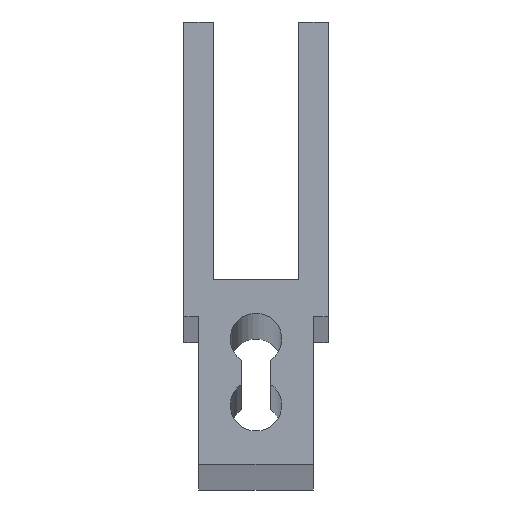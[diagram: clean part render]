
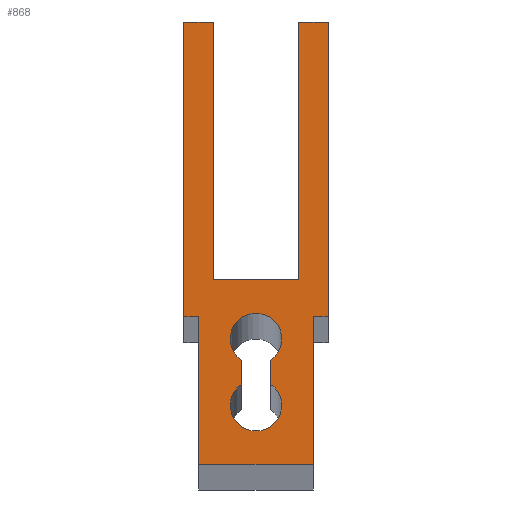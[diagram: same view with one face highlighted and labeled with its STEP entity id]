
A CAD part, top view. The second image highlights one B-rep face of the part: STEP entity #868.
In plain terms, the highlighted planar face has unit normal (0, 0, 1).
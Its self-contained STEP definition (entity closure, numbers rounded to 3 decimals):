
#442=CARTESIAN_POINT('',(0.,-8.5,1000.));
#443=DIRECTION('',(0.,0.,-1.));
#444=DIRECTION('',(0.571,0.821,0.));
#445=AXIS2_PLACEMENT_3D('',#442,#443,#444);
#457=CARTESIAN_POINT('',(0.,-4.,1000.));
#458=DIRECTION('',(0.,0.,-1.));
#459=DIRECTION('',(-0.571,-0.821,0.));
#460=AXIS2_PLACEMENT_3D('',#457,#458,#459);
#487=DIRECTION('',(0.,-1.,0.));
#488=VECTOR('',#487,1.628);
#489=CARTESIAN_POINT('',(-1.,-5.436,1000.));
#490=LINE('',#489,#488);
#494=DIRECTION('',(0.,1.,0.));
#495=VECTOR('',#494,1.628);
#496=CARTESIAN_POINT('',(1.,-7.064,1000.));
#497=LINE('',#496,#495);
#501=DIRECTION('',(0.,-1.,0.));
#502=VECTOR('',#501,20.);
#503=CARTESIAN_POINT('',(-4.9,17.5,1000.));
#504=LINE('',#503,#502);
#508=DIRECTION('',(-1.,0.,0.));
#509=VECTOR('',#508,2.);
#510=CARTESIAN_POINT('',(-2.9,17.5,1000.));
#511=LINE('',#510,#509);
#515=DIRECTION('',(0.,-1.,0.));
#516=VECTOR('',#515,17.5);
#517=CARTESIAN_POINT('',(-2.9,17.5,1000.));
#518=LINE('',#517,#516);
#522=DIRECTION('',(1.,0.,0.));
#523=VECTOR('',#522,5.8);
#524=CARTESIAN_POINT('',(-2.9,0.,1000.));
#525=LINE('',#524,#523);
#529=DIRECTION('',(0.,-1.,0.));
#530=VECTOR('',#529,17.5);
#531=CARTESIAN_POINT('',(2.9,17.5,1000.));
#532=LINE('',#531,#530);
#536=DIRECTION('',(-1.,0.,0.));
#537=VECTOR('',#536,2.);
#538=CARTESIAN_POINT('',(4.9,17.5,1000.));
#539=LINE('',#538,#537);
#543=DIRECTION('',(0.,1.,0.));
#544=VECTOR('',#543,20.);
#545=CARTESIAN_POINT('',(4.9,-2.5,1000.));
#546=LINE('',#545,#544);
#550=DIRECTION('',(-1.,0.,0.));
#551=VECTOR('',#550,1.);
#552=CARTESIAN_POINT('',(4.9,-2.5,1000.));
#553=LINE('',#552,#551);
#557=DIRECTION('',(0.,1.,0.));
#558=VECTOR('',#557,10.);
#559=CARTESIAN_POINT('',(3.9,-12.5,1000.));
#560=LINE('',#559,#558);
#564=DIRECTION('',(1.,0.,0.));
#565=VECTOR('',#564,7.8);
#566=CARTESIAN_POINT('',(-3.9,-12.5,1000.));
#567=LINE('',#566,#565);
#571=DIRECTION('',(0.,1.,0.));
#572=VECTOR('',#571,10.);
#573=CARTESIAN_POINT('',(-3.9,-12.5,1000.));
#574=LINE('',#573,#572);
#578=DIRECTION('',(1.,0.,0.));
#579=VECTOR('',#578,1.);
#580=CARTESIAN_POINT('',(-4.9,-2.5,1000.));
#581=LINE('',#580,#579);
#670=CARTESIAN_POINT('',(-4.9,17.5,1000.));
#672=VERTEX_POINT('',#670);
#674=CARTESIAN_POINT('',(4.9,17.5,1000.));
#676=VERTEX_POINT('',#674);
#681=CARTESIAN_POINT('',(2.9,17.5,1000.));
#682=VERTEX_POINT('',#681);
#683=CARTESIAN_POINT('',(-2.9,17.5,1000.));
#684=VERTEX_POINT('',#683);
#693=CARTESIAN_POINT('',(-1.,-5.436,1000.));
#694=CARTESIAN_POINT('',(-1.,-7.064,1000.));
#695=VERTEX_POINT('',#693);
#696=VERTEX_POINT('',#694);
#697=CARTESIAN_POINT('',(1.,-7.064,1000.));
#698=CARTESIAN_POINT('',(1.,-5.436,1000.));
#699=VERTEX_POINT('',#697);
#700=VERTEX_POINT('',#698);
#705=CARTESIAN_POINT('',(-2.9,0.,1000.));
#706=VERTEX_POINT('',#705);
#707=CARTESIAN_POINT('',(2.9,0.,1000.));
#708=VERTEX_POINT('',#707);
#717=CARTESIAN_POINT('',(-4.9,-2.5,1000.));
#718=VERTEX_POINT('',#717);
#719=CARTESIAN_POINT('',(-3.9,-12.5,1000.));
#720=CARTESIAN_POINT('',(3.9,-12.5,1000.));
#721=VERTEX_POINT('',#719);
#722=VERTEX_POINT('',#720);
#723=CARTESIAN_POINT('',(4.9,-2.5,1000.));
#724=VERTEX_POINT('',#723);
#729=CARTESIAN_POINT('',(3.9,-2.5,1000.));
#730=VERTEX_POINT('',#729);
#731=CARTESIAN_POINT('',(-3.9,-2.5,1000.));
#732=VERTEX_POINT('',#731);
#831=CARTESIAN_POINT('',(0.,0.,1000.));
#832=DIRECTION('',(0.,0.,1.));
#833=DIRECTION('',(1.,0.,0.));
#834=AXIS2_PLACEMENT_3D('',#831,#832,#833);
#835=PLANE('',#834);
#837=ORIENTED_EDGE('',*,*,#836,.F.);
#839=ORIENTED_EDGE('',*,*,#838,.F.);
#841=ORIENTED_EDGE('',*,*,#840,.T.);
#843=ORIENTED_EDGE('',*,*,#842,.T.);
#845=ORIENTED_EDGE('',*,*,#844,.F.);
#847=ORIENTED_EDGE('',*,*,#846,.F.);
#849=ORIENTED_EDGE('',*,*,#848,.F.);
#851=ORIENTED_EDGE('',*,*,#850,.T.);
#853=ORIENTED_EDGE('',*,*,#852,.F.);
#855=ORIENTED_EDGE('',*,*,#854,.F.);
#857=ORIENTED_EDGE('',*,*,#856,.T.);
#859=ORIENTED_EDGE('',*,*,#858,.F.);
#860=EDGE_LOOP('',(#837,#839,#841,#843,#845,#847,#849,#851,#853,#855,#857,
#859));
#861=FACE_OUTER_BOUND('',#860,.F.);
#862=ORIENTED_EDGE('',*,*,#782,.T.);
#863=ORIENTED_EDGE('',*,*,#798,.F.);
#864=ORIENTED_EDGE('',*,*,#811,.T.);
#865=ORIENTED_EDGE('',*,*,#823,.F.);
#866=EDGE_LOOP('',(#862,#863,#864,#865));
#867=FACE_BOUND('',#866,.F.);
#446=CIRCLE('',#445,1.75);
#461=CIRCLE('',#460,1.75);
#782=EDGE_CURVE('',#695,#696,#490,.T.);
#798=EDGE_CURVE('',#699,#696,#446,.T.);
#811=EDGE_CURVE('',#699,#700,#497,.T.);
#823=EDGE_CURVE('',#695,#700,#461,.T.);
#836=EDGE_CURVE('',#672,#718,#504,.T.);
#838=EDGE_CURVE('',#684,#672,#511,.T.);
#840=EDGE_CURVE('',#684,#706,#518,.T.);
#842=EDGE_CURVE('',#706,#708,#525,.T.);
#844=EDGE_CURVE('',#682,#708,#532,.T.);
#846=EDGE_CURVE('',#676,#682,#539,.T.);
#848=EDGE_CURVE('',#724,#676,#546,.T.);
#850=EDGE_CURVE('',#724,#730,#553,.T.);
#852=EDGE_CURVE('',#722,#730,#560,.T.);
#854=EDGE_CURVE('',#721,#722,#567,.T.);
#856=EDGE_CURVE('',#721,#732,#574,.T.);
#858=EDGE_CURVE('',#718,#732,#581,.T.);
#868=ADVANCED_FACE('',(#861,#867),#835,.T.);
